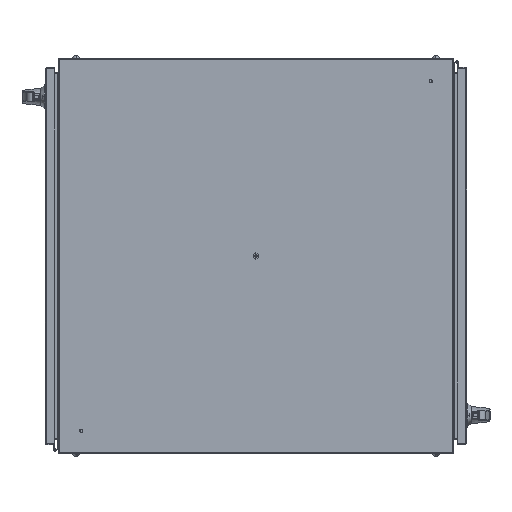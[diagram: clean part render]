
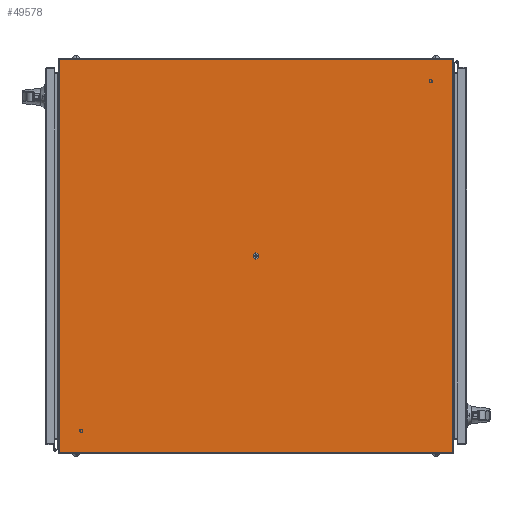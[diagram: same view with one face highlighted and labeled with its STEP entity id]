
A CAD part, front view. The second image highlights one B-rep face of the part: STEP entity #49578.
In plain terms, the highlighted face is planar.
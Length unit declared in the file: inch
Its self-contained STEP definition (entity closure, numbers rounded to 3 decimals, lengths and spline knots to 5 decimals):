
#1595 = CARTESIAN_POINT ( 'NONE',  ( 17.935, 18.03, 0. ) ) ;
#4789 = DIRECTION ( 'NONE',  ( 0., 0., 1. ) ) ;
#6626 = CARTESIAN_POINT ( 'NONE',  ( 17.935, 18.03, 0. ) ) ;
#18821 = LINE ( 'NONE', #103038, #25498 ) ;
#21440 = DIRECTION ( 'NONE',  ( -1., 0., 0. ) ) ;
#23605 = DIRECTION ( 'NONE',  ( 1., 0., 0. ) ) ;
#23831 = AXIS2_PLACEMENT_3D ( 'NONE', #6626, #4789, #23605 ) ;
#25498 = VECTOR ( 'NONE', #117441, 39.37008 ) ;
#25993 = VECTOR ( 'NONE', #91755, 39.37008 ) ;
#26850 = DIRECTION ( 'NONE',  ( 1., 0., 0. ) ) ;
#32353 = EDGE_CURVE ( 'NONE', #152041, #81856, #160444, .T. ) ;
#33594 = ORIENTED_EDGE ( 'NONE', *, *, #32353, .F. ) ;
#37722 = EDGE_LOOP ( 'NONE', ( #145122, #33594, #164739, #148134 ) ) ;
#49578 = ADVANCED_FACE ( 'NONE', ( #77711 ), #178336, .F. ) ;
#58992 = LINE ( 'NONE', #143982, #162025 ) ;
#59717 = CARTESIAN_POINT ( 'NONE',  ( 17.935, -17.887, 0. ) ) ;
#77711 = FACE_OUTER_BOUND ( 'NONE', #37722, .T. ) ;
#80232 = CARTESIAN_POINT ( 'NONE',  ( -17.935, -17.887, 0. ) ) ;
#81856 = VERTEX_POINT ( 'NONE', #185921 ) ;
#86084 = VECTOR ( 'NONE', #26850, 39.37008 ) ;
#86695 = EDGE_CURVE ( 'NONE', #81856, #93116, #58992, .T. ) ;
#91755 = DIRECTION ( 'NONE',  ( 0., 1., 0. ) ) ;
#93116 = VERTEX_POINT ( 'NONE', #101886 ) ;
#97652 = CARTESIAN_POINT ( 'NONE',  ( 17.935, -17.887, 0. ) ) ;
#100180 = EDGE_CURVE ( 'NONE', #173018, #152041, #110796, .T. ) ;
#101886 = CARTESIAN_POINT ( 'NONE',  ( -17.935, 17.887, 0. ) ) ;
#103038 = CARTESIAN_POINT ( 'NONE',  ( -17.935, 18.03, 0. ) ) ;
#110796 = LINE ( 'NONE', #97652, #86084 ) ;
#117441 = DIRECTION ( 'NONE',  ( 0., -1., 0. ) ) ;
#119893 = EDGE_CURVE ( 'NONE', #93116, #173018, #18821, .T. ) ;
#143982 = CARTESIAN_POINT ( 'NONE',  ( 17.935, 17.887, 0. ) ) ;
#145122 = ORIENTED_EDGE ( 'NONE', *, *, #86695, .F. ) ;
#148134 = ORIENTED_EDGE ( 'NONE', *, *, #119893, .F. ) ;
#152041 = VERTEX_POINT ( 'NONE', #59717 ) ;
#160444 = LINE ( 'NONE', #1595, #25993 ) ;
#162025 = VECTOR ( 'NONE', #21440, 39.37008 ) ;
#164739 = ORIENTED_EDGE ( 'NONE', *, *, #100180, .F. ) ;
#173018 = VERTEX_POINT ( 'NONE', #80232 ) ;
#178336 = PLANE ( 'NONE',  #23831 ) ;
#185921 = CARTESIAN_POINT ( 'NONE',  ( 17.935, 17.887, 0. ) ) ;
